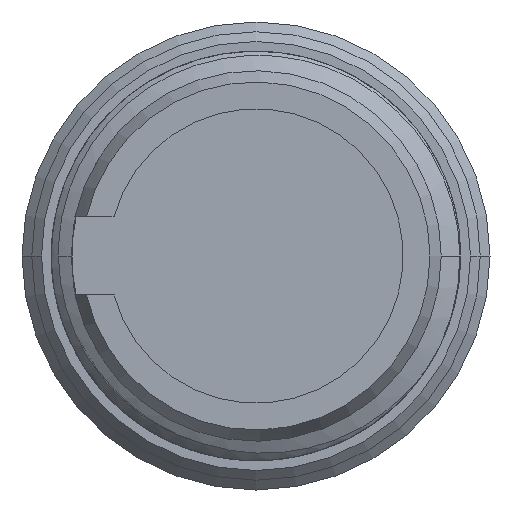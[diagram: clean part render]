
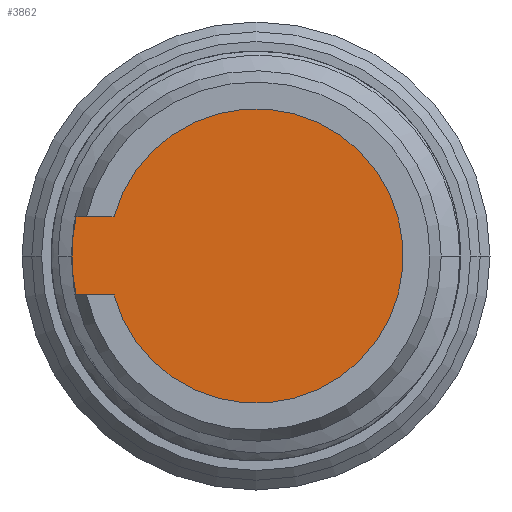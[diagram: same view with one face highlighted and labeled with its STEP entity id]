
A CAD part, left-side view. The second image highlights one B-rep face of the part: STEP entity #3862.
In plain terms, the highlighted planar face has unit normal (-1, 0, 0).
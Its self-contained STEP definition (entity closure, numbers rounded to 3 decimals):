
#833=DIRECTION('',(0.,-1.,0.));
#834=VECTOR('',#833,1.956);
#835=CARTESIAN_POINT('',(-0.255,9.236,-2.));
#836=LINE('898',#835,#834);
#852=CARTESIAN_POINT('',(-0.255,0.,0.));
#853=DIRECTION('',(1.,0.,0.));
#854=DIRECTION('',(0.,0.977,-0.212));
#855=AXIS2_PLACEMENT_3D('',#852,#853,#854);
#862=CARTESIAN_POINT('',(-0.255,0.,0.));
#863=DIRECTION('',(-1.,0.,0.));
#864=DIRECTION('',(0.,0.964,-0.265));
#865=AXIS2_PLACEMENT_3D('',#862,#863,#864);
#894=DIRECTION('',(0.,1.,0.));
#895=VECTOR('',#894,1.956);
#896=CARTESIAN_POINT('',(-0.255,7.28,2.));
#897=LINE('900',#896,#895);
#2446=CARTESIAN_POINT('',(-0.255,9.236,-2.));
#2447=VERTEX_POINT('',#2446);
#2448=CARTESIAN_POINT('',(-0.255,7.28,-2.));
#2449=VERTEX_POINT('',#2448);
#2450=CARTESIAN_POINT('',(-0.255,9.236,2.));
#2451=VERTEX_POINT('',#2450);
#2452=CARTESIAN_POINT('',(-0.255,7.28,2.));
#2453=VERTEX_POINT('',#2452);
#3849=CARTESIAN_POINT('',(-0.255,0.,0.));
#3850=DIRECTION('',(1.,0.,0.));
#3851=DIRECTION('',(0.,0.,1.));
#3852=AXIS2_PLACEMENT_3D('',#3849,#3850,#3851);
#3853=PLANE('862',#3852);
#3855=ORIENTED_EDGE('916',*,*,#3854,.F.);
#3856=ORIENTED_EDGE('898',*,*,#3835,.F.);
#3857=ORIENTED_EDGE('914',*,*,#3766,.T.);
#3859=ORIENTED_EDGE('900',*,*,#3858,.F.);
#3860=EDGE_LOOP('862',(#3855,#3856,#3857,#3859));
#3861=FACE_OUTER_BOUND('862',#3860,.F.);
#856=CIRCLE('914',#855,9.45);
#866=CIRCLE('916',#865,7.55);
#3766=EDGE_CURVE('914',#2447,#2451,#856,.T.);
#3835=EDGE_CURVE('898',#2447,#2449,#836,.T.);
#3854=EDGE_CURVE('916',#2449,#2453,#866,.T.);
#3858=EDGE_CURVE('900',#2453,#2451,#897,.T.);
#3862=ADVANCED_FACE('862',(#3861),#3853,.F.);
